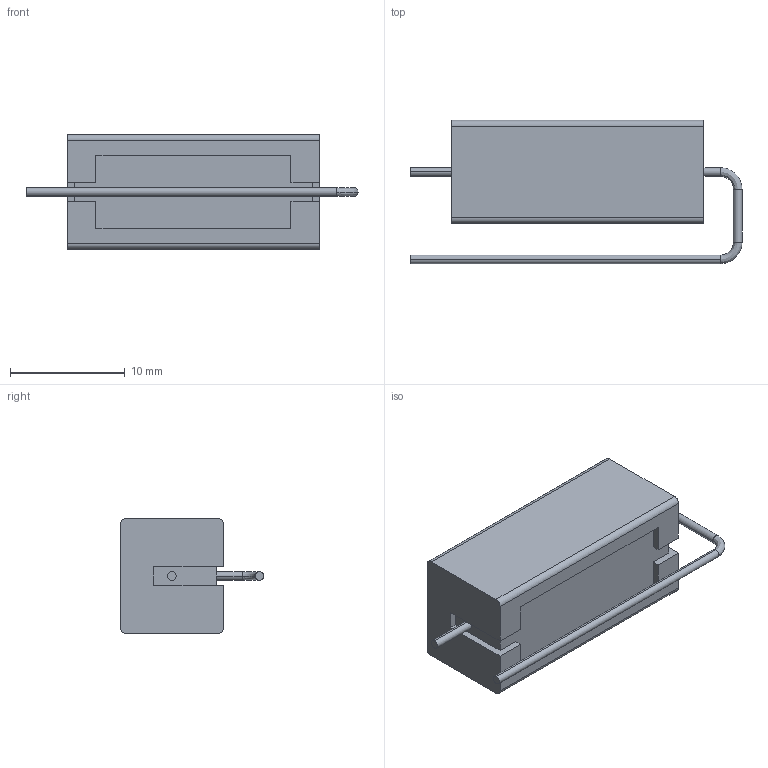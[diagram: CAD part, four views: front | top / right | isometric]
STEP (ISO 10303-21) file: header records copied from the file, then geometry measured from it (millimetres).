
FILE_DESCRIPTION (( 'STEP AP214' ), '1' );
FILE_NAME ('User Library-Cement Fixed Resistors 5W 5K1 PCB Vertical.STEP', '2018-01-03T19:54:51', ( '' ), ( '' ), 'SwSTEP 2.0', 'SolidWorks 2018', '' );
FILE_SCHEMA (( 'AUTOMOTIVE_DESIGN' ));
Length unit declared in the file: millimetre
Products named in the file (1): User Library-Cement Fixed Resistors 5W 5K1 PCB Vertical
Bounding box: 28.95 x 12.49 x 10 mm (x, y, z)
Volume: 1913.3 mm3; surface area: 1141.3 mm2
Topology: 1 solids, 1 shells, 129 faces, 351 edges, 232 vertices
Faces by surface type: plane 85, bspline 32, cylinder 12
Entity records: 5672 total; most frequent: CARTESIAN_POINT 1137, ORIENTED_EDGE 702, DIRECTION 521, EDGE_CURVE 351, VECTOR 265, LINE 265, VERTEX_POINT 232, EDGE_LOOP 137
